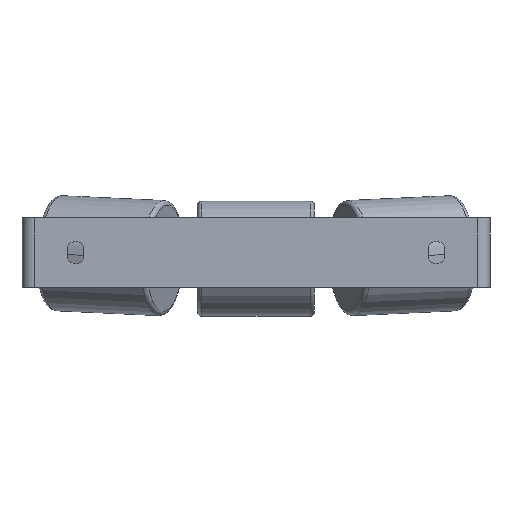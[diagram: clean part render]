
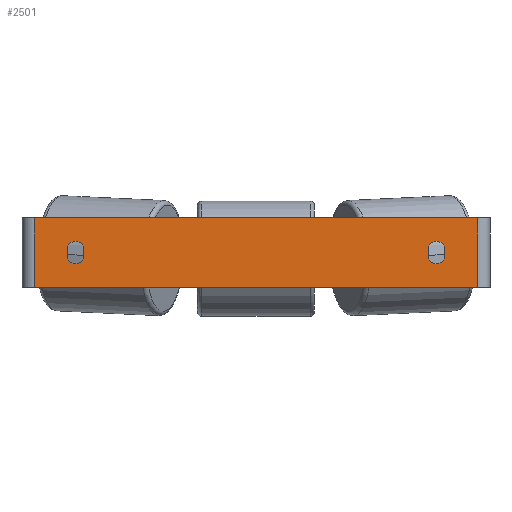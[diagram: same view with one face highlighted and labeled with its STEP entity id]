
A CAD part, front view. The second image highlights one B-rep face of the part: STEP entity #2501.
In plain terms, the highlighted planar face has unit normal (0, -1, 0).
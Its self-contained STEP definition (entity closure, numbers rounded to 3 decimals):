
#91 = ORIENTED_EDGE ( 'NONE', *, *, #2788, .T. ) ;
#109 = DIRECTION ( 'NONE',  ( 1., 0., 0. ) ) ;
#282 = ORIENTED_EDGE ( 'NONE', *, *, #1146, .F. ) ;
#297 = DIRECTION ( 'NONE',  ( 0., 1., 0. ) ) ;
#306 = ORIENTED_EDGE ( 'NONE', *, *, #1544, .F. ) ;
#331 = CIRCLE ( 'NONE', #2778, 10. ) ;
#348 = EDGE_CURVE ( 'NONE', #2926, #2756, #7980, .T. ) ;
#501 = CARTESIAN_POINT ( 'NONE',  ( -199., 0., -7.359 ) ) ;
#594 = VECTOR ( 'NONE', #4863, 1000. ) ;
#698 = VERTEX_POINT ( 'NONE', #1994 ) ;
#704 = LINE ( 'NONE', #5271, #7388 ) ;
#797 = LINE ( 'NONE', #7286, #7197 ) ;
#800 = DIRECTION ( 'NONE',  ( 0., 0., -1. ) ) ;
#838 = VERTEX_POINT ( 'NONE', #2769 ) ;
#978 = DIRECTION ( 'NONE',  ( 0., 0., -1. ) ) ;
#986 = EDGE_CURVE ( 'NONE', #7910, #838, #2169, .T. ) ;
#1057 = CARTESIAN_POINT ( 'NONE',  ( -256., 0., 40. ) ) ;
#1067 = DIRECTION ( 'NONE',  ( 0., 0., 1. ) ) ;
#1146 = EDGE_CURVE ( 'NONE', #8073, #1808, #331, .T. ) ;
#1274 = VERTEX_POINT ( 'NONE', #3506 ) ;
#1351 = CARTESIAN_POINT ( 'NONE',  ( 256., 0., 40. ) ) ;
#1400 = AXIS2_PLACEMENT_3D ( 'NONE', #1456, #4044, #3462 ) ;
#1404 = DIRECTION ( 'NONE',  ( 0., 0., 1. ) ) ;
#1456 = CARTESIAN_POINT ( 'NONE',  ( 208., 0., -3. ) ) ;
#1544 = EDGE_CURVE ( 'NONE', #7910, #6367, #6462, .T. ) ;
#1660 = CIRCLE ( 'NONE', #7530, 10. ) ;
#1769 = CARTESIAN_POINT ( 'NONE',  ( -256., 0., 40. ) ) ;
#1808 = VERTEX_POINT ( 'NONE', #6152 ) ;
#1836 = PLANE ( 'NONE',  #2289 ) ;
#1930 = CARTESIAN_POINT ( 'NONE',  ( -270., 0., 40. ) ) ;
#1994 = CARTESIAN_POINT ( 'NONE',  ( -217., 0., 7.359 ) ) ;
#2036 = DIRECTION ( 'NONE',  ( 0., -1., 0. ) ) ;
#2050 = DIRECTION ( 'NONE',  ( 0., -1., 0. ) ) ;
#2070 = ORIENTED_EDGE ( 'NONE', *, *, #3106, .F. ) ;
#2169 = LINE ( 'NONE', #1057, #2499 ) ;
#2253 = LINE ( 'NONE', #8004, #7625 ) ;
#2289 = AXIS2_PLACEMENT_3D ( 'NONE', #5127, #3705, #1067 ) ;
#2499 = VECTOR ( 'NONE', #8052, 1000. ) ;
#2501 = ADVANCED_FACE ( 'NONE', ( #3747, #5641, #7683 ), #1836, .F. ) ;
#2756 = VERTEX_POINT ( 'NONE', #8013 ) ;
#2769 = CARTESIAN_POINT ( 'NONE',  ( -256., 0., -40. ) ) ;
#2778 = AXIS2_PLACEMENT_3D ( 'NONE', #7951, #5398, #6586 ) ;
#2788 = EDGE_CURVE ( 'NONE', #4335, #8314, #7468, .T. ) ;
#2824 = CARTESIAN_POINT ( 'NONE',  ( 217., 0., -7.359 ) ) ;
#2924 = EDGE_CURVE ( 'NONE', #6367, #3613, #5198, .T. ) ;
#2926 = VERTEX_POINT ( 'NONE', #4593 ) ;
#3106 = EDGE_CURVE ( 'NONE', #7984, #1274, #797, .T. ) ;
#3128 = CARTESIAN_POINT ( 'NONE',  ( 199., 0., -7.359 ) ) ;
#3219 = ORIENTED_EDGE ( 'NONE', *, *, #2924, .F. ) ;
#3387 = DIRECTION ( 'NONE',  ( 0., 0., 1. ) ) ;
#3426 = CARTESIAN_POINT ( 'NONE',  ( 199., 0., 7.359 ) ) ;
#3462 = DIRECTION ( 'NONE',  ( 0., 0., -1. ) ) ;
#3506 = CARTESIAN_POINT ( 'NONE',  ( -199., 0., 7.359 ) ) ;
#3570 = CARTESIAN_POINT ( 'NONE',  ( 199., 0., -7.359 ) ) ;
#3613 = VERTEX_POINT ( 'NONE', #8207 ) ;
#3705 = DIRECTION ( 'NONE',  ( 0., 1., 0. ) ) ;
#3743 = ORIENTED_EDGE ( 'NONE', *, *, #6883, .T. ) ;
#3747 = FACE_OUTER_BOUND ( 'NONE', #7043, .T. ) ;
#3776 = AXIS2_PLACEMENT_3D ( 'NONE', #8053, #297, #978 ) ;
#3823 = DIRECTION ( 'NONE',  ( 0., 0., -1. ) ) ;
#4044 = DIRECTION ( 'NONE',  ( 0., 1., 0. ) ) ;
#4071 = ORIENTED_EDGE ( 'NONE', *, *, #348, .T. ) ;
#4190 = VECTOR ( 'NONE', #3823, 1000. ) ;
#4209 = EDGE_CURVE ( 'NONE', #698, #8073, #2253, .T. ) ;
#4335 = VERTEX_POINT ( 'NONE', #6173 ) ;
#4409 = ORIENTED_EDGE ( 'NONE', *, *, #4209, .F. ) ;
#4536 = DIRECTION ( 'NONE',  ( 1., 0., 0. ) ) ;
#4593 = CARTESIAN_POINT ( 'NONE',  ( 217., 0., 7.359 ) ) ;
#4695 = VERTEX_POINT ( 'NONE', #3426 ) ;
#4863 = DIRECTION ( 'NONE',  ( 0., 0., 1. ) ) ;
#5032 = EDGE_LOOP ( 'NONE', ( #3743, #4071, #5625, #91, #7090 ) ) ;
#5127 = CARTESIAN_POINT ( 'NONE',  ( -270., 0., 40. ) ) ;
#5198 = LINE ( 'NONE', #1351, #4190 ) ;
#5271 = CARTESIAN_POINT ( 'NONE',  ( -270., 0., -40. ) ) ;
#5315 = EDGE_LOOP ( 'NONE', ( #4409, #5944, #2070, #6208, #282 ) ) ;
#5350 = CIRCLE ( 'NONE', #6441, 10. ) ;
#5398 = DIRECTION ( 'NONE',  ( 0., -1., 0. ) ) ;
#5625 = ORIENTED_EDGE ( 'NONE', *, *, #7027, .T. ) ;
#5641 = FACE_BOUND ( 'NONE', #5315, .T. ) ;
#5816 = DIRECTION ( 'NONE',  ( 0., 0., 1. ) ) ;
#5944 = ORIENTED_EDGE ( 'NONE', *, *, #6233, .F. ) ;
#5992 = CARTESIAN_POINT ( 'NONE',  ( -217., 0., -7.359 ) ) ;
#6152 = CARTESIAN_POINT ( 'NONE',  ( -208., 0., -13. ) ) ;
#6173 = CARTESIAN_POINT ( 'NONE',  ( 208., 0., -13. ) ) ;
#6208 = ORIENTED_EDGE ( 'NONE', *, *, #6976, .F. ) ;
#6217 = CARTESIAN_POINT ( 'NONE',  ( 256., 0., 40. ) ) ;
#6233 = EDGE_CURVE ( 'NONE', #1274, #698, #7659, .T. ) ;
#6367 = VERTEX_POINT ( 'NONE', #6217 ) ;
#6441 = AXIS2_PLACEMENT_3D ( 'NONE', #8416, #6461, #5816 ) ;
#6461 = DIRECTION ( 'NONE',  ( 0., 1., 0. ) ) ;
#6462 = LINE ( 'NONE', #1930, #7007 ) ;
#6505 = ORIENTED_EDGE ( 'NONE', *, *, #986, .T. ) ;
#6559 = AXIS2_PLACEMENT_3D ( 'NONE', #7880, #2036, #1404 ) ;
#6576 = DIRECTION ( 'NONE',  ( 0., 0., -1. ) ) ;
#6586 = DIRECTION ( 'NONE',  ( 0., 0., -1. ) ) ;
#6721 = VECTOR ( 'NONE', #7346, 1000. ) ;
#6824 = LINE ( 'NONE', #3570, #594 ) ;
#6883 = EDGE_CURVE ( 'NONE', #4695, #2926, #5350, .T. ) ;
#6976 = EDGE_CURVE ( 'NONE', #1808, #7984, #1660, .T. ) ;
#7007 = VECTOR ( 'NONE', #4536, 1000. ) ;
#7027 = EDGE_CURVE ( 'NONE', #2756, #4335, #7401, .T. ) ;
#7043 = EDGE_LOOP ( 'NONE', ( #7114, #3219, #306, #6505 ) ) ;
#7090 = ORIENTED_EDGE ( 'NONE', *, *, #7555, .T. ) ;
#7114 = ORIENTED_EDGE ( 'NONE', *, *, #8121, .T. ) ;
#7197 = VECTOR ( 'NONE', #3387, 1000. ) ;
#7217 = CARTESIAN_POINT ( 'NONE',  ( -208., 0., -3. ) ) ;
#7286 = CARTESIAN_POINT ( 'NONE',  ( -199., 0., -7.359 ) ) ;
#7346 = DIRECTION ( 'NONE',  ( 0., 0., -1. ) ) ;
#7388 = VECTOR ( 'NONE', #109, 1000. ) ;
#7401 = CIRCLE ( 'NONE', #1400, 10. ) ;
#7468 = CIRCLE ( 'NONE', #3776, 10. ) ;
#7530 = AXIS2_PLACEMENT_3D ( 'NONE', #7217, #2050, #6576 ) ;
#7555 = EDGE_CURVE ( 'NONE', #8314, #4695, #6824, .T. ) ;
#7625 = VECTOR ( 'NONE', #800, 1000. ) ;
#7659 = CIRCLE ( 'NONE', #6559, 10. ) ;
#7683 = FACE_BOUND ( 'NONE', #5032, .T. ) ;
#7880 = CARTESIAN_POINT ( 'NONE',  ( -208., 0., 3. ) ) ;
#7910 = VERTEX_POINT ( 'NONE', #1769 ) ;
#7951 = CARTESIAN_POINT ( 'NONE',  ( -208., 0., -3. ) ) ;
#7980 = LINE ( 'NONE', #2824, #6721 ) ;
#7984 = VERTEX_POINT ( 'NONE', #501 ) ;
#8004 = CARTESIAN_POINT ( 'NONE',  ( -217., 0., -7.359 ) ) ;
#8013 = CARTESIAN_POINT ( 'NONE',  ( 217., 0., -7.359 ) ) ;
#8052 = DIRECTION ( 'NONE',  ( 0., 0., -1. ) ) ;
#8053 = CARTESIAN_POINT ( 'NONE',  ( 208., 0., -3. ) ) ;
#8073 = VERTEX_POINT ( 'NONE', #5992 ) ;
#8121 = EDGE_CURVE ( 'NONE', #838, #3613, #704, .T. ) ;
#8207 = CARTESIAN_POINT ( 'NONE',  ( 256., 0., -40. ) ) ;
#8314 = VERTEX_POINT ( 'NONE', #3128 ) ;
#8416 = CARTESIAN_POINT ( 'NONE',  ( 208., 0., 3. ) ) ;
